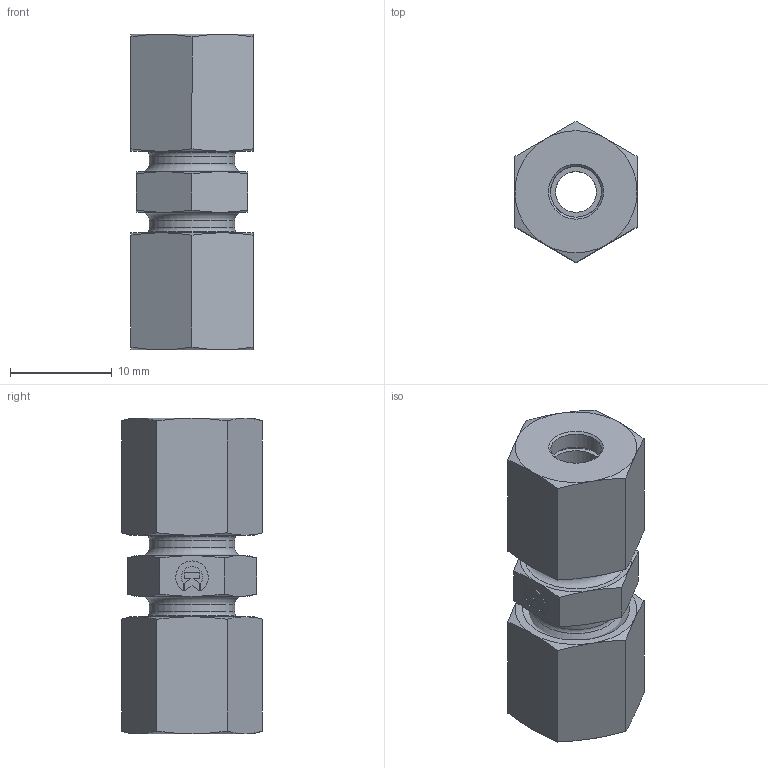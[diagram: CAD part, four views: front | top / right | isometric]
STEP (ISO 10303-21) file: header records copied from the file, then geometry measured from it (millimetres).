
FILE_DESCRIPTION((''),'2;1');
FILE_NAME('321051010.stp','2014-08-15T15:33:33',(''),('KNOMI spol. s r. o.'),'Autodesk Inventor 2012','Autodesk Inventor 2012','');
FILE_SCHEMA(('AUTOMOTIVE_DESIGN { 1 2 10303 214 0 1 1 1 }'));
Length unit declared in the file: millimetre
Products named in the file (4): PS2K Js04 M10x1/M10x1; 311 05 1010; 40005; 3900510
Assembly tree (5 placements, depth 2):
  PS2K Js04 M10x1/M10x1
    311 05 1010
    40005  x2
    3900510  x2
Bounding box: 12 x 13.86 x 31 mm (x, y, z)
Volume: 2965.7 mm3; surface area: 3501.5 mm2
Topology: 5 solids, 5 shells, 145 faces, 330 edges, 207 vertices
Faces by surface type: plane 62, cone 56, cylinder 21, torus 6
Full cylindrical faces by diameter (mm): 4 x1, 5 x6, 6.5 x2, 7 x2, 8.4 x2, 8.917 x2, 10 x2
Entity records: 3078 total; most frequent: CARTESIAN_POINT 581, DIRECTION 476, ORIENTED_EDGE 424, EDGE_CURVE 212, AXIS2_PLACEMENT_3D 189, EDGE_LOOP 154, VERTEX_POINT 146, STYLED_ITEM 115
